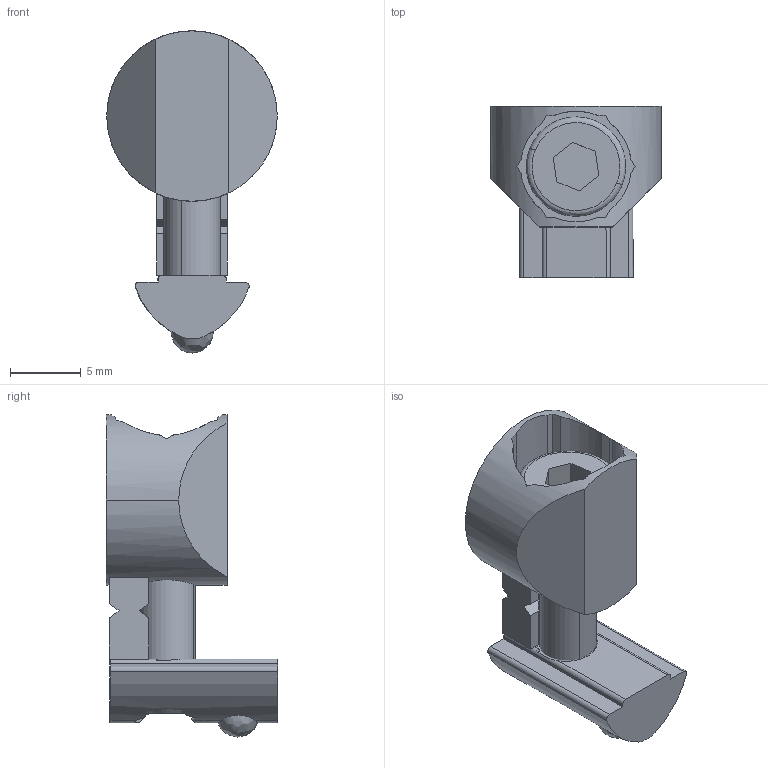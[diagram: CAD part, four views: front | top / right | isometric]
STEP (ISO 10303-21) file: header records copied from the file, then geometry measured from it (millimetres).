
FILE_DESCRIPTION (( 'STEP AP214' ), '1' );
FILE_NAME ('FIXE05E3418-Fixation universelle 5, inox.step', '2023-03-24T09:59:17', ( 'Altae' ), ( '' ), 'SwSTEP 2.0', 'SolidWorks 2021', '' );
FILE_SCHEMA (( 'AUTOMOTIVE_DESIGN' ));
Length unit declared in the file: millimetre
Products named in the file (1): FIXE05E3418-Fixation universelle 5, inox
Bounding box: 12 x 12.06 x 22.7 mm (x, y, z)
Volume: 1107 mm3; surface area: 1546.4 mm2
Topology: 3 solids, 3 shells, 104 faces, 290 edges, 191 vertices
Faces by surface type: plane 50, cylinder 27, bspline 24, cone 3
Entity records: 7257 total; most frequent: CARTESIAN_POINT 4113, ORIENTED_EDGE 580, DIRECTION 402, EDGE_CURVE 290, VERTEX_POINT 191, AXIS2_PLACEMENT_3D 136, VECTOR 130, LINE 130
